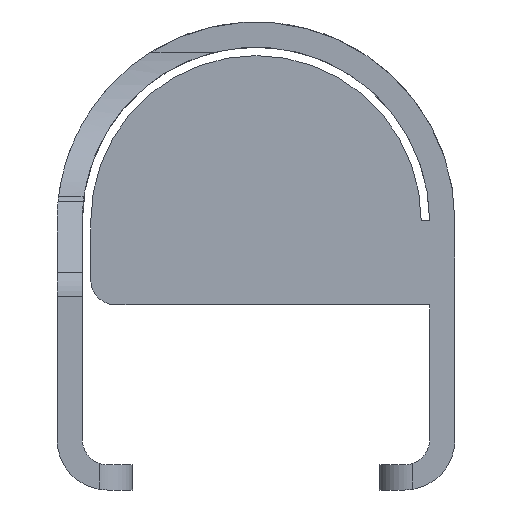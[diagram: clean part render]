
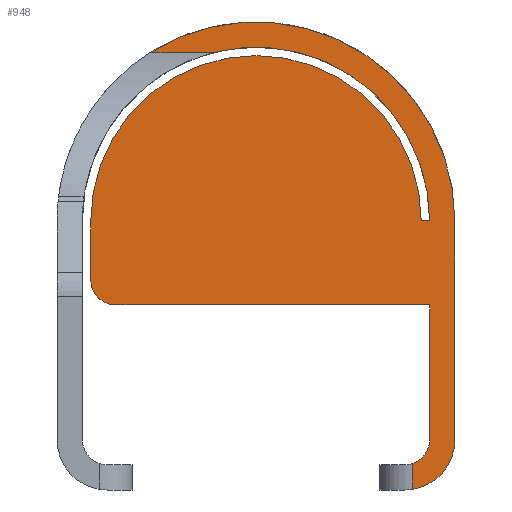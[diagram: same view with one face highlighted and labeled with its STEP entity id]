
A CAD part, left-side view. The second image highlights one B-rep face of the part: STEP entity #948.
In plain terms, the highlighted planar face has unit normal (-1, 0, 0).
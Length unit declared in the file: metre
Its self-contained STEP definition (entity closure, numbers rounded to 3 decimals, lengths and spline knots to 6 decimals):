
#67=CIRCLE('',#1013,0.0015);
#69=CIRCLE('',#1017,0.010325);
#81=CIRCLE('',#1037,0.011825);
#84=CIRCLE('',#1042,0.003);
#89=CIRCLE('',#1051,0.009825);
#90=CIRCLE('',#1052,0.0015);
#236=ORIENTED_EDGE('',*,*,#432,.T.);
#237=ORIENTED_EDGE('',*,*,#494,.T.);
#238=ORIENTED_EDGE('',*,*,#480,.F.);
#239=ORIENTED_EDGE('',*,*,#474,.F.);
#240=ORIENTED_EDGE('',*,*,#471,.F.);
#241=ORIENTED_EDGE('',*,*,#495,.T.);
#242=ORIENTED_EDGE('',*,*,#440,.T.);
#243=ORIENTED_EDGE('',*,*,#496,.F.);
#244=ORIENTED_EDGE('',*,*,#497,.F.);
#245=ORIENTED_EDGE('',*,*,#498,.T.);
#246=ORIENTED_EDGE('',*,*,#499,.F.);
#247=ORIENTED_EDGE('',*,*,#500,.T.);
#248=ORIENTED_EDGE('',*,*,#391,.T.);
#391=EDGE_CURVE('',#537,#536,#632,.T.);
#432=EDGE_CURVE('',#536,#571,#67,.T.);
#440=EDGE_CURVE('',#572,#578,#69,.T.);
#471=EDGE_CURVE('',#599,#600,#81,.T.);
#474=EDGE_CURVE('',#600,#602,#669,.T.);
#480=EDGE_CURVE('',#602,#607,#84,.T.);
#494=EDGE_CURVE('',#571,#607,#681,.T.);
#495=EDGE_CURVE('',#599,#572,#682,.T.);
#496=EDGE_CURVE('',#614,#578,#683,.T.);
#497=EDGE_CURVE('',#615,#614,#89,.T.);
#498=EDGE_CURVE('',#615,#616,#684,.T.);
#499=EDGE_CURVE('',#617,#616,#90,.T.);
#500=EDGE_CURVE('',#617,#537,#685,.T.);
#536=VERTEX_POINT('',#1376);
#537=VERTEX_POINT('',#1378);
#571=VERTEX_POINT('',#1478);
#572=VERTEX_POINT('',#1488);
#578=VERTEX_POINT('',#1503);
#599=VERTEX_POINT('',#1583);
#600=VERTEX_POINT('',#1585);
#602=VERTEX_POINT('',#1591);
#607=VERTEX_POINT('',#1606);
#614=VERTEX_POINT('',#1636);
#615=VERTEX_POINT('',#1638);
#616=VERTEX_POINT('',#1640);
#617=VERTEX_POINT('',#1642);
#632=LINE('',#1377,#717);
#669=LINE('',#1590,#754);
#681=LINE('',#1633,#766);
#682=LINE('',#1634,#767);
#683=LINE('',#1635,#768);
#684=LINE('',#1639,#769);
#685=LINE('',#1643,#770);
#717=VECTOR('',#1095,1.);
#754=VECTOR('',#1230,1.);
#766=VECTOR('',#1264,1.);
#767=VECTOR('',#1265,1.);
#768=VECTOR('',#1266,1.);
#769=VECTOR('',#1269,1.);
#770=VECTOR('',#1272,1.);
#818=EDGE_LOOP('',(#236,#237,#238,#239,#240,#241,#242,#243,#244,#245,#246,
#247,#248));
#869=FACE_BOUND('',#818,.T.);
#912=PLANE('',#1050);
#948=ADVANCED_FACE('',(#869),#912,.F.);
#1013=AXIS2_PLACEMENT_3D('',#1479,#1160,#1161);
#1017=AXIS2_PLACEMENT_3D('',#1504,#1171,#1172);
#1037=AXIS2_PLACEMENT_3D('',#1584,#1223,#1224);
#1042=AXIS2_PLACEMENT_3D('',#1605,#1238,#1239);
#1050=AXIS2_PLACEMENT_3D('',#1632,#1262,#1263);
#1051=AXIS2_PLACEMENT_3D('',#1637,#1267,#1268);
#1052=AXIS2_PLACEMENT_3D('',#1641,#1270,#1271);
#1095=DIRECTION('',(0.,0.,-1.));
#1160=DIRECTION('',(1.,0.,0.));
#1161=DIRECTION('',(0.,0.,-1.));
#1171=DIRECTION('',(1.,0.,0.));
#1172=DIRECTION('',(0.,0.,-1.));
#1223=DIRECTION('',(1.,0.,0.));
#1224=DIRECTION('',(0.,0.,-1.));
#1230=DIRECTION('',(0.,0.,-1.));
#1238=DIRECTION('',(1.,0.,0.));
#1239=DIRECTION('',(0.,0.,-1.));
#1262=DIRECTION('',(1.,0.,0.));
#1263=DIRECTION('',(0.,1.,0.));
#1264=DIRECTION('',(0.,0.,-1.));
#1265=DIRECTION('',(0.,-1.,0.));
#1266=DIRECTION('',(0.,-1.,0.));
#1267=DIRECTION('',(1.,0.,0.));
#1268=DIRECTION('',(0.,0.,-1.));
#1269=DIRECTION('',(0.,0.,-1.));
#1270=DIRECTION('',(1.,0.,0.));
#1271=DIRECTION('',(0.,0.,-1.));
#1272=DIRECTION('',(0.,-1.,0.));
#1376=CARTESIAN_POINT('',(0.,-0.010325,-0.013));
#1377=CARTESIAN_POINT('',(0.,-0.010325,-0.0065));
#1378=CARTESIAN_POINT('',(0.,-0.010325,-0.005));
#1478=CARTESIAN_POINT('',(0.,-0.009325,-0.014414));
#1479=CARTESIAN_POINT('',(0.,-0.008825,-0.013));
#1488=CARTESIAN_POINT('',(0.,0.00257,0.01));
#1503=CARTESIAN_POINT('',(0.,-0.010325,0.));
#1504=CARTESIAN_POINT('',(0.,0.,0.));
#1583=CARTESIAN_POINT('',(0.,0.006311,0.01));
#1584=CARTESIAN_POINT('',(0.,0.,0.));
#1585=CARTESIAN_POINT('',(0.,-0.011825,0.));
#1590=CARTESIAN_POINT('',(0.,-0.011825,-0.0065));
#1591=CARTESIAN_POINT('',(0.,-0.011825,-0.013));
#1605=CARTESIAN_POINT('',(0.,-0.008825,-0.013));
#1606=CARTESIAN_POINT('',(0.,-0.009325,-0.015958));
#1632=CARTESIAN_POINT('',(0.,0.,-0.002088));
#1633=CARTESIAN_POINT('',(0.,-0.009325,-0.016));
#1634=CARTESIAN_POINT('',(0.,0.,0.01));
#1635=CARTESIAN_POINT('',(0.,-0.010075,0.));
#1636=CARTESIAN_POINT('',(0.,-0.009825,0.));
#1637=CARTESIAN_POINT('',(0.,0.,0.));
#1638=CARTESIAN_POINT('',(0.,0.009825,0.));
#1639=CARTESIAN_POINT('',(0.,0.009825,-0.00175));
#1640=CARTESIAN_POINT('',(0.,0.009825,-0.0035));
#1641=CARTESIAN_POINT('',(0.,0.008325,-0.0035));
#1642=CARTESIAN_POINT('',(0.,0.008325,-0.005));
#1643=CARTESIAN_POINT('',(0.,-0.001,-0.005));
